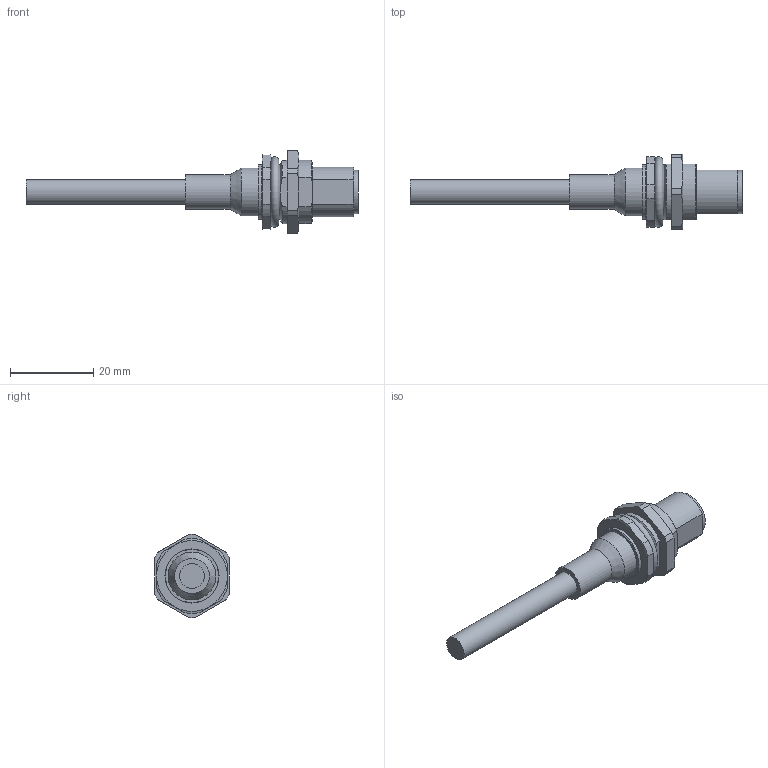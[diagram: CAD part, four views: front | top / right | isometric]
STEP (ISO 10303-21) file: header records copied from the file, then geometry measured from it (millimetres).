
FILE_DESCRIPTION(/* description */ (''),/* implementation_level */ '2;1');
FILE_NAME(/* name */ '70-3481-287-08-001_00.stp',/* time_stamp */ '2012-01-11T16:14:27+01:00',/* author */ (''),/* organization */ (''),/* preprocessor_version */ 'ST-DEVELOPER v11',/* originating_system */ 'SIEMENS UGS NX 6.0',/* authorisation */ '');
FILE_SCHEMA (('CONFIG_CONTROL_DESIGN'));
Length unit declared in the file: millimetre
Products named in the file (1): kborB93En38a
Bounding box: 79.7 x 18 x 19.99 mm (x, y, z)
Volume: 5712 mm3; surface area: 3513.8 mm2
Topology: 1 solids, 1 shells, 122 faces, 309 edges, 192 vertices
Faces by surface type: plane 49, cylinder 34, cone 29, sphere 8, torus 2
Full cylindrical faces by diameter (mm): 0.8 x8, 6 x1, 8.3 x1, 8.4 x1, 10.4 x1, 11.5 x1, 13 x2
Entity records: 3336 total; most frequent: CARTESIAN_POINT 641, DIRECTION 552, ORIENTED_EDGE 482, EDGE_CURVE 241, AXIS2_PLACEMENT_3D 222, EDGE_LOOP 172, VERTEX_POINT 171, ADVANCED_FACE 122
